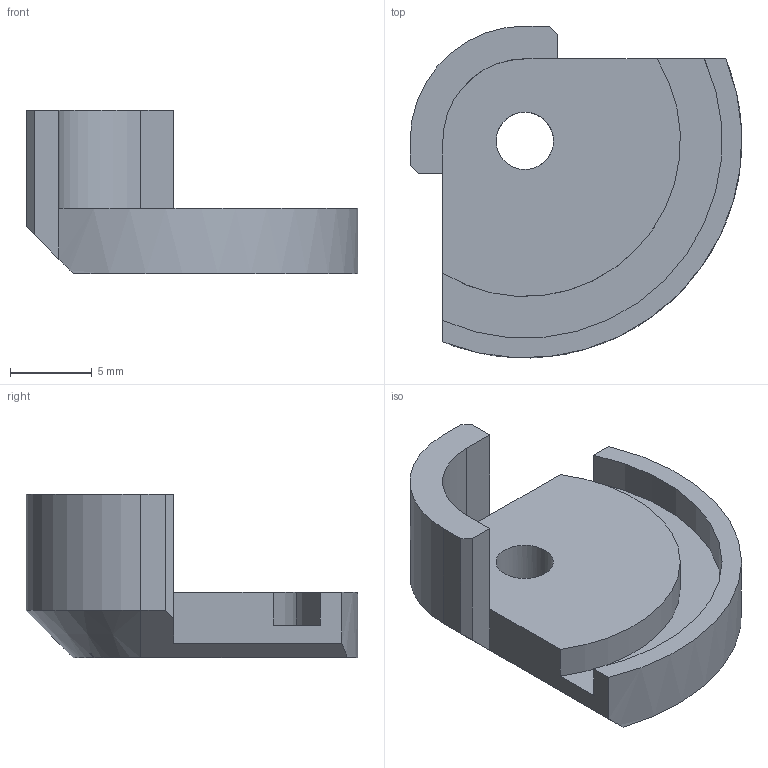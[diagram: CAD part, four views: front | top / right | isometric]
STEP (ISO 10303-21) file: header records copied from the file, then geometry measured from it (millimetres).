
FILE_DESCRIPTION(('FreeCAD Model'),'2;1');
FILE_NAME('Open CASCADE Shape Model','2025-08-12T21:55:40',('FreeCAD'),( 'FreeCAD'),'Open CASCADE STEP processor 7.8','FreeCAD','Unknown');
FILE_SCHEMA(('AUTOMOTIVE_DESIGN { 1 0 10303 214 1 1 1 1 }'));
Length unit declared in the file: millimetre
Products named in the file (1): Open CASCADE STEP translator 7.8 6
Bounding box: 20.25 x 20.25 x 10 mm (x, y, z)
Volume: 1170.9 mm3; surface area: 1166.6 mm2
Topology: 1 solids, 1 shells, 27 faces, 74 edges, 48 vertices
Faces by surface type: plane 20, cylinder 6, cone 1
Full cylindrical faces by diameter (mm): 3.5 x1
Entity records: 871 total; most frequent: DIRECTION 151, CARTESIAN_POINT 150, ORIENTED_EDGE 148, EDGE_CURVE 74, LINE 53, VECTOR 53, AXIS2_PLACEMENT_3D 49, VERTEX_POINT 48
